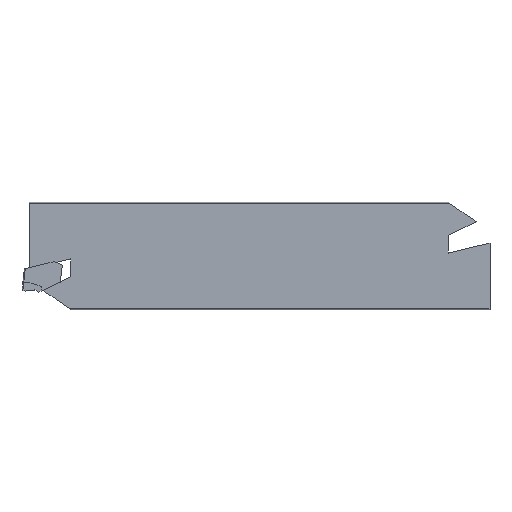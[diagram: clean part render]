
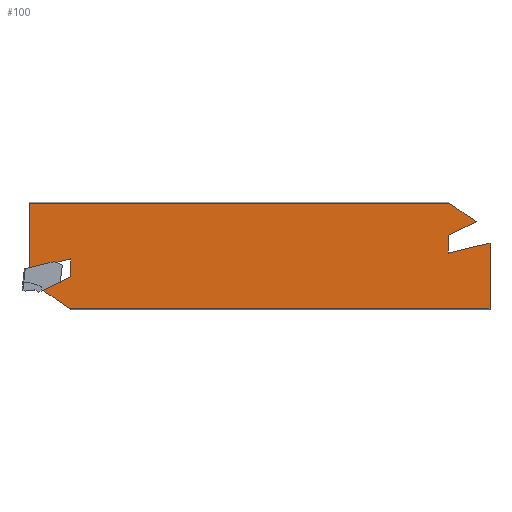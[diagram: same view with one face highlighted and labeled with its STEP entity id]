
A CAD part, top view. The second image highlights one B-rep face of the part: STEP entity #100.
In plain terms, the highlighted planar face has unit normal (0, 0, 1).
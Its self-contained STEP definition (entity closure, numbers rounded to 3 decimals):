
#100=ADVANCED_FACE('',(#174),#132,.T.);
#132=PLANE('',#889);
#174=FACE_OUTER_BOUND('',#216,.T.);
#216=EDGE_LOOP('',(#564,#565,#566,#567,#568,#569,#570,#571,#572,#573,#574,
#575));
#284=LINE('',#1276,#378);
#285=LINE('',#1279,#379);
#286=LINE('',#1281,#380);
#287=LINE('',#1283,#381);
#288=LINE('',#1285,#382);
#289=LINE('',#1287,#383);
#290=LINE('',#1289,#384);
#291=LINE('',#1291,#385);
#292=LINE('',#1293,#386);
#293=LINE('',#1295,#387);
#294=LINE('',#1297,#388);
#295=LINE('',#1299,#389);
#378=VECTOR('',#1043,1.);
#379=VECTOR('',#1044,1.);
#380=VECTOR('',#1045,1.);
#381=VECTOR('',#1046,1.);
#382=VECTOR('',#1047,1.);
#383=VECTOR('',#1048,1.);
#384=VECTOR('',#1049,1.);
#385=VECTOR('',#1050,1.);
#386=VECTOR('',#1051,1.);
#387=VECTOR('',#1052,1.);
#388=VECTOR('',#1053,1.);
#389=VECTOR('',#1054,1.);
#564=ORIENTED_EDGE('',*,*,#796,.T.);
#565=ORIENTED_EDGE('',*,*,#797,.T.);
#566=ORIENTED_EDGE('',*,*,#798,.T.);
#567=ORIENTED_EDGE('',*,*,#799,.T.);
#568=ORIENTED_EDGE('',*,*,#800,.F.);
#569=ORIENTED_EDGE('',*,*,#801,.T.);
#570=ORIENTED_EDGE('',*,*,#802,.T.);
#571=ORIENTED_EDGE('',*,*,#803,.T.);
#572=ORIENTED_EDGE('',*,*,#804,.T.);
#573=ORIENTED_EDGE('',*,*,#805,.F.);
#574=ORIENTED_EDGE('',*,*,#806,.F.);
#575=ORIENTED_EDGE('',*,*,#807,.T.);
#696=VERTEX_POINT('',#1277);
#697=VERTEX_POINT('',#1278);
#698=VERTEX_POINT('',#1280);
#699=VERTEX_POINT('',#1282);
#700=VERTEX_POINT('',#1284);
#701=VERTEX_POINT('',#1286);
#702=VERTEX_POINT('',#1288);
#703=VERTEX_POINT('',#1290);
#704=VERTEX_POINT('',#1292);
#705=VERTEX_POINT('',#1294);
#706=VERTEX_POINT('',#1296);
#707=VERTEX_POINT('',#1298);
#796=EDGE_CURVE('',#696,#697,#284,.T.);
#797=EDGE_CURVE('',#697,#698,#285,.T.);
#798=EDGE_CURVE('',#698,#699,#286,.T.);
#799=EDGE_CURVE('',#699,#700,#287,.T.);
#800=EDGE_CURVE('',#701,#700,#288,.T.);
#801=EDGE_CURVE('',#701,#702,#289,.T.);
#802=EDGE_CURVE('',#702,#703,#290,.T.);
#803=EDGE_CURVE('',#703,#704,#291,.T.);
#804=EDGE_CURVE('',#704,#705,#292,.T.);
#805=EDGE_CURVE('',#706,#705,#293,.T.);
#806=EDGE_CURVE('',#707,#706,#294,.T.);
#807=EDGE_CURVE('',#707,#696,#295,.T.);
#889=AXIS2_PLACEMENT_3D('',#1300,#1055,#1056);
#1043=DIRECTION('',(0.,1.,0.));
#1044=DIRECTION('',(0.903,0.431,0.));
#1045=DIRECTION('',(-0.821,0.571,0.));
#1046=DIRECTION('',(-1.,0.,0.));
#1047=DIRECTION('',(0.,1.,0.));
#1048=DIRECTION('',(0.972,0.233,0.));
#1049=DIRECTION('',(0.,-1.,0.));
#1050=DIRECTION('',(-0.903,-0.431,0.));
#1051=DIRECTION('',(0.821,-0.571,0.));
#1052=DIRECTION('',(-1.,0.,0.));
#1053=DIRECTION('',(0.,-1.,0.));
#1054=DIRECTION('',(-0.972,-0.233,0.));
#1055=DIRECTION('',(0.,0.,1.));
#1056=DIRECTION('',(0.,-1.,0.));
#1276=CARTESIAN_POINT('',(101.763,11.379,1.9));
#1277=CARTESIAN_POINT('',(101.763,8.915,1.9));
#1278=CARTESIAN_POINT('',(101.763,13.184,1.9));
#1279=CARTESIAN_POINT('',(105.64,15.034,1.9));
#1280=CARTESIAN_POINT('',(108.437,16.368,1.9));
#1281=CARTESIAN_POINT('',(111.7,14.1,1.9));
#1282=CARTESIAN_POINT('',(102.081,20.786,1.9));
#1283=CARTESIAN_POINT('',(110.,20.786,1.9));
#1284=CARTESIAN_POINT('',(1.7,20.786,1.9));
#1285=CARTESIAN_POINT('',(1.7,-4.357,1.9));
#1286=CARTESIAN_POINT('',(1.7,5.129,1.9));
#1287=CARTESIAN_POINT('',(1.073,4.978,1.9));
#1288=CARTESIAN_POINT('',(11.637,7.514,1.9));
#1289=CARTESIAN_POINT('',(11.637,5.05,1.9));
#1290=CARTESIAN_POINT('',(11.637,3.244,1.9));
#1291=CARTESIAN_POINT('',(7.76,1.395,1.9));
#1292=CARTESIAN_POINT('',(4.963,0.061,1.9));
#1293=CARTESIAN_POINT('',(1.7,2.329,1.9));
#1294=CARTESIAN_POINT('',(11.319,-4.357,1.9));
#1295=CARTESIAN_POINT('',(110.,-4.357,1.9));
#1296=CARTESIAN_POINT('',(111.7,-4.357,1.9));
#1297=CARTESIAN_POINT('',(111.7,20.786,1.9));
#1298=CARTESIAN_POINT('',(111.7,11.3,1.9));
#1299=CARTESIAN_POINT('',(112.327,11.451,1.9));
#1300=CARTESIAN_POINT('',(110.,-4.357,1.9));
